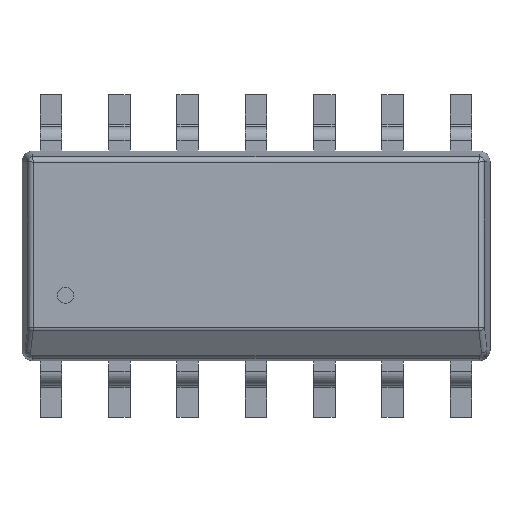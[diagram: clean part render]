
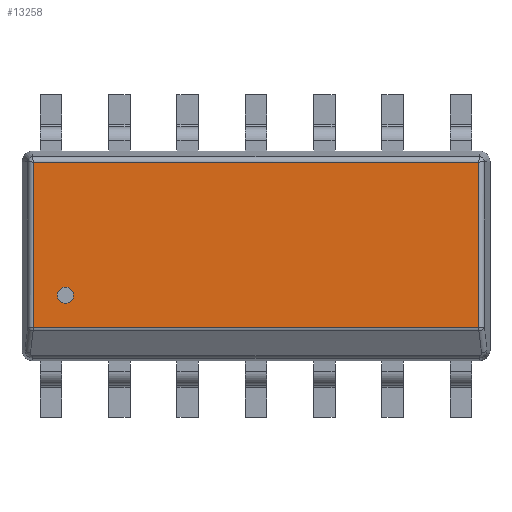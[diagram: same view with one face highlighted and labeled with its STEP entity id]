
A CAD part, top view. The second image highlights one B-rep face of the part: STEP entity #13258.
In plain terms, the highlighted planar face has unit normal (0, 0, 1).
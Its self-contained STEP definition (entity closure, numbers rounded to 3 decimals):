
#69 = VECTOR ( 'NONE', #2668, 1000. ) ;
#244 = CIRCLE ( 'NONE', #4843, 0.15 ) ;
#268 = CARTESIAN_POINT ( 'NONE',  ( -4.143, -1.333, 0.8 ) ) ;
#364 = ORIENTED_EDGE ( 'NONE', *, *, #6337, .T. ) ;
#521 = EDGE_CURVE ( 'NONE', #1123, #7653, #12600, .T. ) ;
#1024 = CARTESIAN_POINT ( 'NONE',  ( -3.543, -0.733, 0.8 ) ) ;
#1123 = VERTEX_POINT ( 'NONE', #1646 ) ;
#1177 = DIRECTION ( 'NONE',  ( 0., 0., 1. ) ) ;
#1372 = AXIS2_PLACEMENT_3D ( 'NONE', #10404, #3738, #11535 ) ;
#1433 = CIRCLE ( 'NONE', #10702, 0.15 ) ;
#1646 = CARTESIAN_POINT ( 'NONE',  ( 4.143, 1.743, 0.8 ) ) ;
#2135 = DIRECTION ( 'NONE',  ( 1., 0., 0. ) ) ;
#2637 = CARTESIAN_POINT ( 'NONE',  ( 4.143, 1.75, 0.8 ) ) ;
#2668 = DIRECTION ( 'NONE',  ( 0., -1., 0. ) ) ;
#3049 = VERTEX_POINT ( 'NONE', #10946 ) ;
#3707 = VECTOR ( 'NONE', #7542, 1000. ) ;
#3738 = DIRECTION ( 'NONE',  ( 0., 0., 1. ) ) ;
#3888 = LINE ( 'NONE', #2637, #5430 ) ;
#4426 = EDGE_CURVE ( 'NONE', #13298, #3049, #1433, .T. ) ;
#4787 = CARTESIAN_POINT ( 'NONE',  ( -3.393, -0.733, 0.8 ) ) ;
#4843 = AXIS2_PLACEMENT_3D ( 'NONE', #1024, #8796, #2135 ) ;
#5395 = CARTESIAN_POINT ( 'NONE',  ( -4.15, 1.743, 0.8 ) ) ;
#5419 = CARTESIAN_POINT ( 'NONE',  ( -4.15, -1.333, 0.8 ) ) ;
#5430 = VECTOR ( 'NONE', #11494, 1000. ) ;
#5923 = ORIENTED_EDGE ( 'NONE', *, *, #4426, .F. ) ;
#5987 = LINE ( 'NONE', #9314, #69 ) ;
#6166 = LINE ( 'NONE', #5419, #9149 ) ;
#6337 = EDGE_CURVE ( 'NONE', #7653, #7274, #5987, .T. ) ;
#6546 = DIRECTION ( 'NONE',  ( 1., 0., 0. ) ) ;
#7274 = VERTEX_POINT ( 'NONE', #268 ) ;
#7542 = DIRECTION ( 'NONE',  ( -1., 0., 0. ) ) ;
#7653 = VERTEX_POINT ( 'NONE', #10376 ) ;
#7826 = CARTESIAN_POINT ( 'NONE',  ( -3.543, -0.733, 0.8 ) ) ;
#8034 = EDGE_CURVE ( 'NONE', #7274, #10366, #6166, .T. ) ;
#8796 = DIRECTION ( 'NONE',  ( 0., 0., 1. ) ) ;
#8956 = DIRECTION ( 'NONE',  ( 1., 0., 0. ) ) ;
#9028 = FACE_BOUND ( 'NONE', #12464, .T. ) ;
#9149 = VECTOR ( 'NONE', #6546, 1000. ) ;
#9314 = CARTESIAN_POINT ( 'NONE',  ( -4.143, -1.364, 0.8 ) ) ;
#10366 = VERTEX_POINT ( 'NONE', #13803 ) ;
#10376 = CARTESIAN_POINT ( 'NONE',  ( -4.143, 1.743, 0.8 ) ) ;
#10404 = CARTESIAN_POINT ( 'NONE',  ( -4.15, -1.75, 0.8 ) ) ;
#10702 = AXIS2_PLACEMENT_3D ( 'NONE', #7826, #1177, #8956 ) ;
#10807 = ORIENTED_EDGE ( 'NONE', *, *, #10960, .F. ) ;
#10946 = CARTESIAN_POINT ( 'NONE',  ( -3.693, -0.733, 0.8 ) ) ;
#10960 = EDGE_CURVE ( 'NONE', #3049, #13298, #244, .T. ) ;
#11241 = EDGE_CURVE ( 'NONE', #10366, #1123, #3888, .T. ) ;
#11494 = DIRECTION ( 'NONE',  ( 0., 1., 0. ) ) ;
#11535 = DIRECTION ( 'NONE',  ( 1., 0., 0. ) ) ;
#11627 = ORIENTED_EDGE ( 'NONE', *, *, #8034, .T. ) ;
#11847 = ORIENTED_EDGE ( 'NONE', *, *, #521, .T. ) ;
#11998 = FACE_OUTER_BOUND ( 'NONE', #13742, .T. ) ;
#12464 = EDGE_LOOP ( 'NONE', ( #5923, #10807 ) ) ;
#12565 = ORIENTED_EDGE ( 'NONE', *, *, #11241, .T. ) ;
#12600 = LINE ( 'NONE', #5395, #3707 ) ;
#12607 = PLANE ( 'NONE',  #1372 ) ;
#13258 = ADVANCED_FACE ( 'NONE', ( #9028, #11998 ), #12607, .T. ) ;
#13298 = VERTEX_POINT ( 'NONE', #4787 ) ;
#13742 = EDGE_LOOP ( 'NONE', ( #364, #11627, #12565, #11847 ) ) ;
#13803 = CARTESIAN_POINT ( 'NONE',  ( 4.143, -1.333, 0.8 ) ) ;
